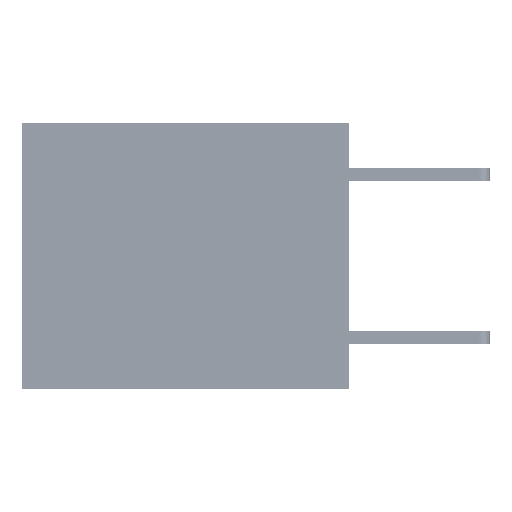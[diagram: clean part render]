
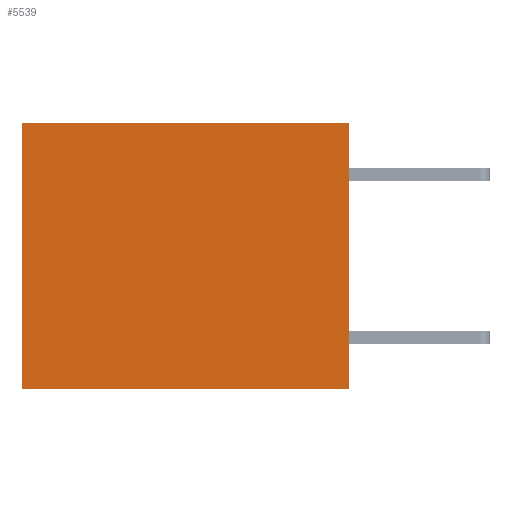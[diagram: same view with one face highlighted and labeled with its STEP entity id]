
A CAD part, left-side view. The second image highlights one B-rep face of the part: STEP entity #5539.
In plain terms, the highlighted planar face has unit normal (-1, 0, 0).
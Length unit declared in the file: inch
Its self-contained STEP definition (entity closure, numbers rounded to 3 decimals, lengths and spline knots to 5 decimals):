
#292 = DIRECTION ( 'NONE',  ( 1., 0., 0. ) ) ;
#474 = ORIENTED_EDGE ( 'NONE', *, *, #6162, .T. ) ;
#1532 = CARTESIAN_POINT ( 'NONE',  ( 0.3165, 0., -0.49 ) ) ;
#1823 = DIRECTION ( 'NONE',  ( 0., 0., -1. ) ) ;
#2823 = ORIENTED_EDGE ( 'NONE', *, *, #24748, .F. ) ;
#2836 = FACE_OUTER_BOUND ( 'NONE', #33207, .T. ) ;
#3103 = ORIENTED_EDGE ( 'NONE', *, *, #26581, .T. ) ;
#4122 = LINE ( 'NONE', #13057, #36291 ) ;
#4565 = CARTESIAN_POINT ( 'NONE',  ( 0.3165, 0.6, 0. ) ) ;
#5269 = DIRECTION ( 'NONE',  ( 0., 0., -1. ) ) ;
#5539 = ADVANCED_FACE ( 'NONE', ( #2836 ), #19154, .F. ) ;
#5645 = VERTEX_POINT ( 'NONE', #28808 ) ;
#5770 = CARTESIAN_POINT ( 'NONE',  ( 0.3165, 0., -0.49 ) ) ;
#6162 = EDGE_CURVE ( 'NONE', #14284, #5645, #4122, .T. ) ;
#7339 = LINE ( 'NONE', #5770, #36415 ) ;
#7943 = ORIENTED_EDGE ( 'NONE', *, *, #22254, .F. ) ;
#8834 = CARTESIAN_POINT ( 'NONE',  ( 0.3165, 0., -0.49 ) ) ;
#10140 = VECTOR ( 'NONE', #16977, 39.37008 ) ;
#11268 = VERTEX_POINT ( 'NONE', #13744 ) ;
#13057 = CARTESIAN_POINT ( 'NONE',  ( 0.3165, 0.6, -0.49 ) ) ;
#13744 = CARTESIAN_POINT ( 'NONE',  ( 0.3165, 0., 0. ) ) ;
#14284 = VERTEX_POINT ( 'NONE', #4565 ) ;
#16977 = DIRECTION ( 'NONE',  ( 0., 1., 0. ) ) ;
#19154 = PLANE ( 'NONE',  #19269 ) ;
#19269 = AXIS2_PLACEMENT_3D ( 'NONE', #24903, #292, #20037 ) ;
#20037 = DIRECTION ( 'NONE',  ( 0., 0., -1. ) ) ;
#22254 = EDGE_CURVE ( 'NONE', #26937, #5645, #25121, .T. ) ;
#24748 = EDGE_CURVE ( 'NONE', #11268, #26937, #7339, .T. ) ;
#24903 = CARTESIAN_POINT ( 'NONE',  ( 0.3165, 0., -0.49 ) ) ;
#25121 = LINE ( 'NONE', #8834, #10140 ) ;
#26581 = EDGE_CURVE ( 'NONE', #11268, #14284, #29210, .T. ) ;
#26937 = VERTEX_POINT ( 'NONE', #1532 ) ;
#28304 = VECTOR ( 'NONE', #34806, 39.37008 ) ;
#28808 = CARTESIAN_POINT ( 'NONE',  ( 0.3165, 0.6, -0.49 ) ) ;
#29210 = LINE ( 'NONE', #35291, #28304 ) ;
#33207 = EDGE_LOOP ( 'NONE', ( #474, #7943, #2823, #3103 ) ) ;
#34806 = DIRECTION ( 'NONE',  ( 0., 1., 0. ) ) ;
#35291 = CARTESIAN_POINT ( 'NONE',  ( 0.3165, 0., 0. ) ) ;
#36291 = VECTOR ( 'NONE', #1823, 39.37008 ) ;
#36415 = VECTOR ( 'NONE', #5269, 39.37008 ) ;
